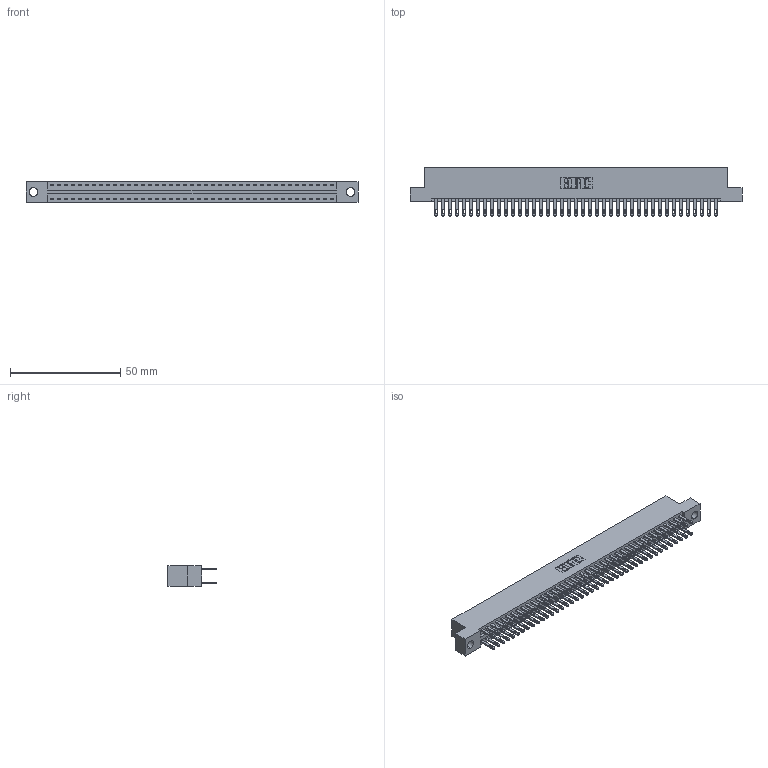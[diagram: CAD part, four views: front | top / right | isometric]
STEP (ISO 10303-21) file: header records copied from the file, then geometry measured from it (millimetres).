
FILE_DESCRIPTION (( 'STEP AP203' ), '1' );
FILE_NAME ('346-082-500-204.STEP', '2022-05-25T16:59:21', ( '' ), ( '' ), 'SwSTEP 2.0', 'SolidWorks 2020', '' );
FILE_SCHEMA (( 'CONFIG_CONTROL_DESIGN' ));
Length unit declared in the file: inch
Products named in the file (3): 345-292-001_345-293-100; 346-082-500-204; 346 Part_Flush Mounting Lugs - 0.156 Dia-TH
Assembly tree (83 placements, depth 2):
  346-082-500-204
    346 Part_Flush Mounting Lugs - 0.156 Dia-TH
    345-292-001_345-293-100  x82
Bounding box: 150.75 x 21.84 x 9.4 mm (x, y, z)
Volume: 14836.8 mm3; surface area: 21084.6 mm2
Topology: 83 solids, 83 shells, 4072 faces, 12419 edges, 8278 vertices
Faces by surface type: plane 2468, cylinder 1604
Entity records: 27241 total; most frequent: CARTESIAN_POINT 4494, ORIENTED_EDGE 4426, DIRECTION 4013, EDGE_CURVE 2213, VECTOR 1913, LINE 1913, VERTEX_POINT 1474, AXIS2_PLACEMENT_3D 1050
